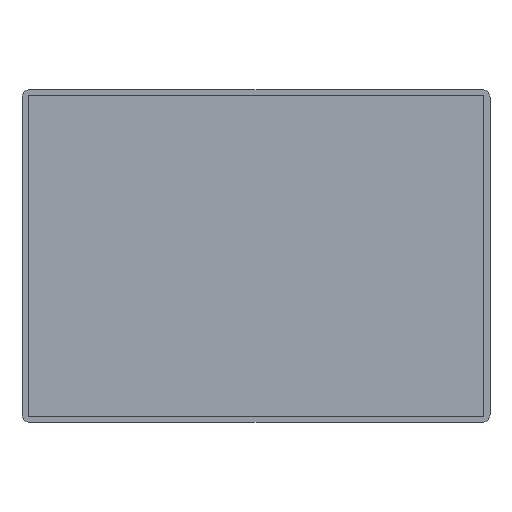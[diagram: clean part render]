
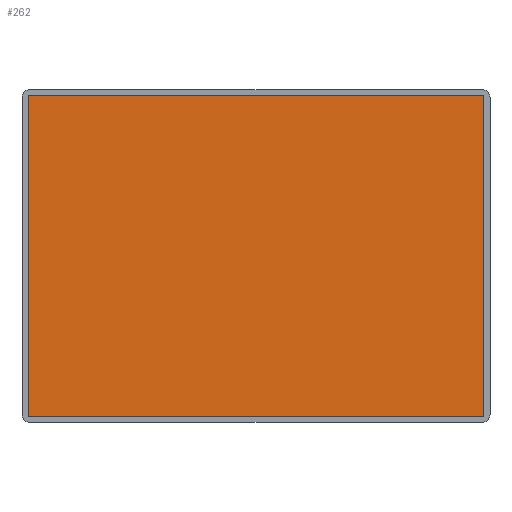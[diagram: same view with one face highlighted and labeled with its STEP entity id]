
A CAD part, top view. The second image highlights one B-rep face of the part: STEP entity #262.
In plain terms, the highlighted planar face has unit normal (0, 0, 1).
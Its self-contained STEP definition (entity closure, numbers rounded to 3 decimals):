
#32=FACE_OUTER_BOUND('',#47,.T.);
#47=EDGE_LOOP('',(#191,#192,#193,#194));
#59=LINE('',#378,#87);
#63=LINE('',#386,#91);
#66=LINE('',#392,#94);
#69=LINE('',#397,#97);
#87=VECTOR('',#302,210.);
#91=VECTOR('',#308,297.);
#94=VECTOR('',#313,210.);
#97=VECTOR('',#318,297.);
#115=VERTEX_POINT('',#376);
#116=VERTEX_POINT('',#377);
#119=VERTEX_POINT('',#385);
#121=VERTEX_POINT('',#391);
#139=EDGE_CURVE('',#115,#116,#59,.T.);
#143=EDGE_CURVE('',#116,#119,#63,.T.);
#146=EDGE_CURVE('',#119,#121,#66,.T.);
#149=EDGE_CURVE('',#121,#115,#69,.T.);
#191=ORIENTED_EDGE('',*,*,#139,.T.);
#192=ORIENTED_EDGE('',*,*,#143,.T.);
#193=ORIENTED_EDGE('',*,*,#146,.T.);
#194=ORIENTED_EDGE('',*,*,#149,.T.);
#251=PLANE('',#279);
#262=ADVANCED_FACE('',(#32),#251,.T.);
#279=AXIS2_PLACEMENT_3D('',#399,#320,#321);
#302=DIRECTION('',(0.,-1.,0.));
#308=DIRECTION('',(1.,0.,0.));
#313=DIRECTION('',(0.,1.,0.));
#318=DIRECTION('',(-1.,0.,0.));
#320=DIRECTION('center_axis',(0.,0.,
1.));
#321=DIRECTION('ref_axis',(1.,0.,0.));
#376=CARTESIAN_POINT('',(-148.5,105.,7.9));
#377=CARTESIAN_POINT('',(-148.5,-105.,7.9));
#378=CARTESIAN_POINT('',(-148.5,-105.,7.9));
#385=CARTESIAN_POINT('',(148.5,-105.,7.9));
#386=CARTESIAN_POINT('',(148.5,-105.,7.9));
#391=CARTESIAN_POINT('',(148.5,105.,7.9));
#392=CARTESIAN_POINT('',(148.5,105.,7.9));
#397=CARTESIAN_POINT('',(-148.5,105.,7.9));
#399=CARTESIAN_POINT('Origin',(0.,0.,
7.9));
